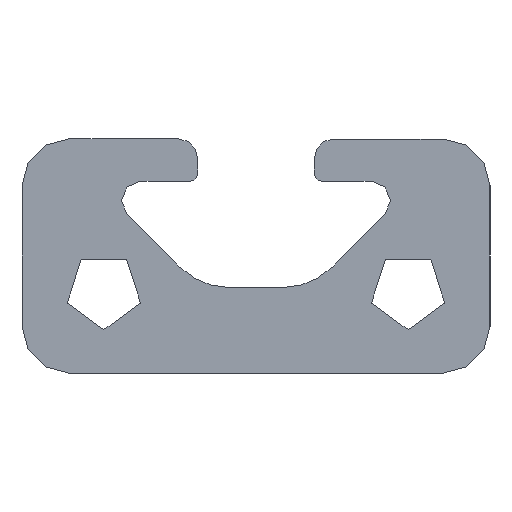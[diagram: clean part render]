
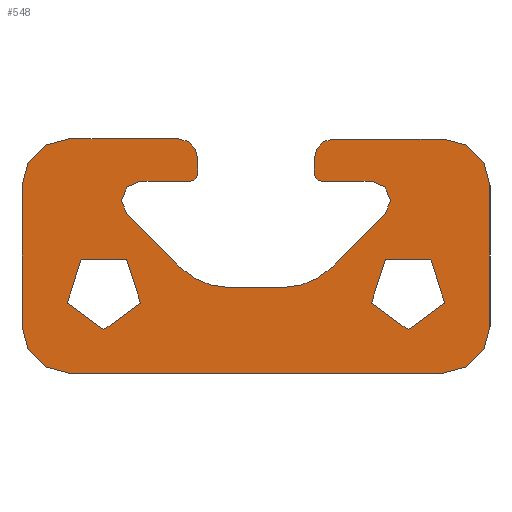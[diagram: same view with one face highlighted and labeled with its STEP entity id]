
A CAD part, left-side view. The second image highlights one B-rep face of the part: STEP entity #548.
In plain terms, the highlighted planar face has unit normal (-1, 0, 0).
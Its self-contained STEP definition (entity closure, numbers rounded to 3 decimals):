
#17=FACE_BOUND('',#91,.T.);
#18=FACE_BOUND('',#92,.T.);
#32=PLANE('',#624);
#60=FACE_OUTER_BOUND('',#90,.T.);
#90=EDGE_LOOP('',(#481,#482,#483,#484,#485,#486,#487,#488,#489,#490,#491,
#492,#493,#494,#495,#496,#497,#498,#499,#500,#501,#502,#503,#504));
#91=EDGE_LOOP('',(#505));
#92=EDGE_LOOP('',(#506));
#97=LINE('',#813,#147);
#101=LINE('',#825,#151);
#105=LINE('',#837,#155);
#109=LINE('',#849,#159);
#113=LINE('',#861,#163);
#117=LINE('',#873,#167);
#121=LINE('',#885,#171);
#125=LINE('',#897,#175);
#129=LINE('',#909,#179);
#133=LINE('',#921,#183);
#137=LINE('',#933,#187);
#141=LINE('',#944,#191);
#147=VECTOR('',#651,1000.);
#151=VECTOR('',#663,1000.);
#155=VECTOR('',#675,1000.);
#159=VECTOR('',#687,1000.);
#163=VECTOR('',#699,1000.);
#167=VECTOR('',#711,1000.);
#171=VECTOR('',#723,1000.);
#175=VECTOR('',#735,1000.);
#179=VECTOR('',#747,1000.);
#183=VECTOR('',#759,1000.);
#187=VECTOR('',#771,1000.);
#191=VECTOR('',#783,1000.);
#194=CIRCLE('',#571,1.65);
#196=CIRCLE('',#574,1.65);
#197=CIRCLE('',#576,0.3);
#199=CIRCLE('',#580,0.8);
#201=CIRCLE('',#584,2.);
#203=CIRCLE('',#588,2.);
#205=CIRCLE('',#592,2.);
#207=CIRCLE('',#596,2.);
#209=CIRCLE('',#600,0.8);
#211=CIRCLE('',#604,0.3);
#213=CIRCLE('',#608,0.832);
#215=CIRCLE('',#612,3.);
#217=CIRCLE('',#616,3.);
#219=CIRCLE('',#620,0.832);
#222=VERTEX_POINT('',#793);
#224=VERTEX_POINT('',#799);
#225=VERTEX_POINT('',#803);
#226=VERTEX_POINT('',#804);
#229=VERTEX_POINT('',#812);
#231=VERTEX_POINT('',#818);
#233=VERTEX_POINT('',#824);
#235=VERTEX_POINT('',#830);
#237=VERTEX_POINT('',#836);
#239=VERTEX_POINT('',#842);
#241=VERTEX_POINT('',#848);
#243=VERTEX_POINT('',#854);
#245=VERTEX_POINT('',#860);
#247=VERTEX_POINT('',#866);
#249=VERTEX_POINT('',#872);
#251=VERTEX_POINT('',#878);
#253=VERTEX_POINT('',#884);
#255=VERTEX_POINT('',#890);
#257=VERTEX_POINT('',#896);
#259=VERTEX_POINT('',#902);
#261=VERTEX_POINT('',#908);
#263=VERTEX_POINT('',#914);
#265=VERTEX_POINT('',#920);
#267=VERTEX_POINT('',#926);
#269=VERTEX_POINT('',#932);
#271=VERTEX_POINT('',#938);
#275=EDGE_CURVE('',#222,#222,#194,.T.);
#278=EDGE_CURVE('',#224,#224,#196,.T.);
#279=EDGE_CURVE('',#225,#226,#197,.T.);
#283=EDGE_CURVE('',#226,#229,#97,.T.);
#286=EDGE_CURVE('',#229,#231,#199,.T.);
#289=EDGE_CURVE('',#231,#233,#101,.T.);
#292=EDGE_CURVE('',#233,#235,#201,.T.);
#295=EDGE_CURVE('',#235,#237,#105,.T.);
#298=EDGE_CURVE('',#237,#239,#203,.T.);
#301=EDGE_CURVE('',#239,#241,#109,.T.);
#304=EDGE_CURVE('',#241,#243,#205,.T.);
#307=EDGE_CURVE('',#243,#245,#113,.T.);
#310=EDGE_CURVE('',#245,#247,#207,.T.);
#313=EDGE_CURVE('',#247,#249,#117,.T.);
#316=EDGE_CURVE('',#249,#251,#209,.T.);
#319=EDGE_CURVE('',#251,#253,#121,.T.);
#322=EDGE_CURVE('',#253,#255,#211,.T.);
#325=EDGE_CURVE('',#255,#257,#125,.T.);
#328=EDGE_CURVE('',#257,#259,#213,.T.);
#331=EDGE_CURVE('',#259,#261,#129,.T.);
#334=EDGE_CURVE('',#261,#263,#215,.T.);
#337=EDGE_CURVE('',#263,#265,#133,.T.);
#340=EDGE_CURVE('',#265,#267,#217,.T.);
#343=EDGE_CURVE('',#267,#269,#137,.T.);
#346=EDGE_CURVE('',#269,#271,#219,.T.);
#349=EDGE_CURVE('',#271,#225,#141,.T.);
#481=ORIENTED_EDGE('',*,*,#279,.F.);
#482=ORIENTED_EDGE('',*,*,#349,.F.);
#483=ORIENTED_EDGE('',*,*,#346,.F.);
#484=ORIENTED_EDGE('',*,*,#343,.F.);
#485=ORIENTED_EDGE('',*,*,#340,.F.);
#486=ORIENTED_EDGE('',*,*,#337,.F.);
#487=ORIENTED_EDGE('',*,*,#334,.F.);
#488=ORIENTED_EDGE('',*,*,#331,.F.);
#489=ORIENTED_EDGE('',*,*,#328,.F.);
#490=ORIENTED_EDGE('',*,*,#325,.F.);
#491=ORIENTED_EDGE('',*,*,#322,.F.);
#492=ORIENTED_EDGE('',*,*,#319,.F.);
#493=ORIENTED_EDGE('',*,*,#316,.F.);
#494=ORIENTED_EDGE('',*,*,#313,.F.);
#495=ORIENTED_EDGE('',*,*,#310,.F.);
#496=ORIENTED_EDGE('',*,*,#307,.F.);
#497=ORIENTED_EDGE('',*,*,#304,.F.);
#498=ORIENTED_EDGE('',*,*,#301,.F.);
#499=ORIENTED_EDGE('',*,*,#298,.F.);
#500=ORIENTED_EDGE('',*,*,#295,.F.);
#501=ORIENTED_EDGE('',*,*,#292,.F.);
#502=ORIENTED_EDGE('',*,*,#289,.F.);
#503=ORIENTED_EDGE('',*,*,#286,.F.);
#504=ORIENTED_EDGE('',*,*,#283,.F.);
#505=ORIENTED_EDGE('',*,*,#275,.T.);
#506=ORIENTED_EDGE('',*,*,#278,.T.);
#548=ADVANCED_FACE('',(#60,#17,#18),#32,.F.);
#571=AXIS2_PLACEMENT_3D('',#795,#632,#633);
#574=AXIS2_PLACEMENT_3D('',#801,#639,#640);
#576=AXIS2_PLACEMENT_3D('',#805,#643,#644);
#580=AXIS2_PLACEMENT_3D('',#819,#656,#657);
#584=AXIS2_PLACEMENT_3D('',#831,#668,#669);
#588=AXIS2_PLACEMENT_3D('',#843,#680,#681);
#592=AXIS2_PLACEMENT_3D('',#855,#692,#693);
#596=AXIS2_PLACEMENT_3D('',#867,#704,#705);
#600=AXIS2_PLACEMENT_3D('',#879,#716,#717);
#604=AXIS2_PLACEMENT_3D('',#891,#728,#729);
#608=AXIS2_PLACEMENT_3D('',#903,#740,#741);
#612=AXIS2_PLACEMENT_3D('',#915,#752,#753);
#616=AXIS2_PLACEMENT_3D('',#927,#764,#765);
#620=AXIS2_PLACEMENT_3D('',#939,#776,#777);
#624=AXIS2_PLACEMENT_3D('',#947,#787,#788);
#632=DIRECTION('center_axis',(1.,0.,0.));
#633=DIRECTION('ref_axis',(0.,0.,-1.));
#639=DIRECTION('center_axis',(1.,0.,0.));
#640=DIRECTION('ref_axis',(0.,0.,-1.));
#643=DIRECTION('center_axis',(1.,0.,0.));
#644=DIRECTION('ref_axis',(0.,0.,-1.));
#651=DIRECTION('',(0.,0.,1.));
#656=DIRECTION('center_axis',(1.,0.,0.));
#657=DIRECTION('ref_axis',(0.,0.,-1.));
#663=DIRECTION('',(0.,-1.,0.));
#668=DIRECTION('center_axis',(1.,0.,0.));
#669=DIRECTION('ref_axis',(0.,0.,-1.));
#675=DIRECTION('',(0.,0.,-1.));
#680=DIRECTION('center_axis',(1.,0.,0.));
#681=DIRECTION('ref_axis',(0.,0.,-1.));
#687=DIRECTION('',(0.,1.,0.));
#692=DIRECTION('center_axis',(1.,0.,0.));
#693=DIRECTION('ref_axis',(0.,0.,-1.));
#699=DIRECTION('',(0.,0.,1.));
#704=DIRECTION('center_axis',(1.,0.,0.));
#705=DIRECTION('ref_axis',(0.,0.,-1.));
#711=DIRECTION('',(0.,-1.,0.));
#716=DIRECTION('center_axis',(1.,0.,0.));
#717=DIRECTION('ref_axis',(0.,0.,-1.));
#723=DIRECTION('',(0.,0.,-1.));
#728=DIRECTION('center_axis',(1.,0.,0.));
#729=DIRECTION('ref_axis',(0.,0.,-1.));
#735=DIRECTION('',(0.,1.,0.));
#740=DIRECTION('center_axis',(-1.,0.,0.));
#741=DIRECTION('ref_axis',(0.,0.,-1.));
#747=DIRECTION('',(0.,-0.707,-0.707));
#752=DIRECTION('center_axis',(-1.,0.,0.));
#753=DIRECTION('ref_axis',(0.,0.,-1.));
#759=DIRECTION('',(0.,-1.,0.));
#764=DIRECTION('center_axis',(-1.,0.,0.));
#765=DIRECTION('ref_axis',(0.,0.,-1.));
#771=DIRECTION('',(0.,-0.707,0.707));
#776=DIRECTION('center_axis',(-1.,0.,0.));
#777=DIRECTION('ref_axis',(0.,0.,-1.));
#783=DIRECTION('',(0.,1.,0.));
#787=DIRECTION('center_axis',(1.,0.,0.));
#788=DIRECTION('ref_axis',(0.,0.,-1.));
#793=CARTESIAN_POINT('',(0.,-6.5,-3.15));
#795=CARTESIAN_POINT('Origin',(0.,-6.5,-1.5));
#799=CARTESIAN_POINT('',(0.,6.5,-3.15));
#801=CARTESIAN_POINT('Origin',(0.,6.5,-1.5));
#803=CARTESIAN_POINT('',(0.,-2.8,3.2));
#804=CARTESIAN_POINT('',(0.,-2.5,3.5));
#805=CARTESIAN_POINT('Origin',(0.,-2.8,3.5));
#812=CARTESIAN_POINT('',(0.,-2.5,4.2));
#813=CARTESIAN_POINT('',(0.,-2.5,3.5));
#818=CARTESIAN_POINT('',(0.,-3.3,5.));
#819=CARTESIAN_POINT('Origin',(0.,-3.3,4.2));
#824=CARTESIAN_POINT('',(0.,-8.,5.));
#825=CARTESIAN_POINT('',(0.,-3.3,5.));
#830=CARTESIAN_POINT('',(0.,-10.,3.));
#831=CARTESIAN_POINT('Origin',(0.,-8.,3.));
#836=CARTESIAN_POINT('',(0.,-10.,-3.));
#837=CARTESIAN_POINT('',(0.,-10.,3.));
#842=CARTESIAN_POINT('',(0.,-8.,-5.));
#843=CARTESIAN_POINT('Origin',(0.,-8.,-3.));
#848=CARTESIAN_POINT('',(0.,8.,-5.));
#849=CARTESIAN_POINT('',(0.,-8.,-5.));
#854=CARTESIAN_POINT('',(0.,10.,-3.));
#855=CARTESIAN_POINT('Origin',(0.,8.,-3.));
#860=CARTESIAN_POINT('',(0.,10.,3.));
#861=CARTESIAN_POINT('',(0.,10.,-3.));
#866=CARTESIAN_POINT('',(0.,8.,5.));
#867=CARTESIAN_POINT('Origin',(0.,8.,3.));
#872=CARTESIAN_POINT('',(0.,3.3,5.));
#873=CARTESIAN_POINT('',(0.,8.,5.));
#878=CARTESIAN_POINT('',(0.,2.5,4.2));
#879=CARTESIAN_POINT('Origin',(0.,3.3,4.2));
#884=CARTESIAN_POINT('',(0.,2.5,3.5));
#885=CARTESIAN_POINT('',(0.,2.5,4.2));
#890=CARTESIAN_POINT('',(0.,2.8,3.2));
#891=CARTESIAN_POINT('Origin',(0.,2.8,3.5));
#896=CARTESIAN_POINT('',(0.,4.918,3.2));
#897=CARTESIAN_POINT('',(0.,2.8,3.2));
#902=CARTESIAN_POINT('',(0.,5.506,1.779));
#903=CARTESIAN_POINT('Origin',(0.,4.918,2.368));
#908=CARTESIAN_POINT('',(0.,3.256,-0.471));
#909=CARTESIAN_POINT('',(0.,5.506,1.779));
#914=CARTESIAN_POINT('',(0.,1.135,-1.35));
#915=CARTESIAN_POINT('Origin',(0.,1.135,1.65));
#920=CARTESIAN_POINT('',(0.,-1.135,-1.35));
#921=CARTESIAN_POINT('',(0.,1.135,-1.35));
#926=CARTESIAN_POINT('',(0.,-3.256,-0.471));
#927=CARTESIAN_POINT('Origin',(0.,-1.135,1.65));
#932=CARTESIAN_POINT('',(0.,-5.506,1.779));
#933=CARTESIAN_POINT('',(0.,-3.256,-0.471));
#938=CARTESIAN_POINT('',(0.,-4.918,3.2));
#939=CARTESIAN_POINT('Origin',(0.,-4.918,2.368));
#944=CARTESIAN_POINT('',(0.,-4.918,3.2));
#947=CARTESIAN_POINT('Origin',(0.,-2.8,3.5));
